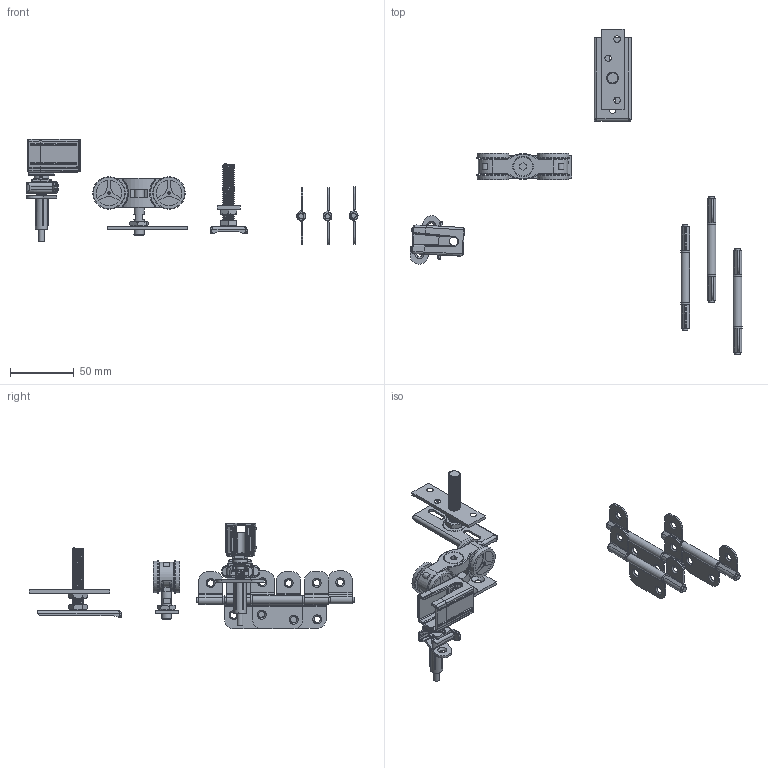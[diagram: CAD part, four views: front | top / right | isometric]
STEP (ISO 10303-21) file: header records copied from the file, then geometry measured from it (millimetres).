
FILE_DESCRIPTION(/* description */ ('GARNITURE PLIANT-2 PORTES 40KG'),/* implementation_level */ '2;1');
FILE_NAME(/* name */ '.stp',/* time_stamp */ '2019-08-20T13:59:01+02:00',/* author */ ('WG'),/* organization */ (''),/* preprocessor_version */ 'ST-DEVELOPER v17.2',/* originating_system */ 'Autodesk Inventor 2019',/* authorisation */ '');
FILE_SCHEMA (('AUTOMOTIVE_DESIGN { 1 0 10303 214 3 1 1 }'));
Products named in the file (29): TANGO42; 11218N; 20820; 20825_A; 20821; 09176; 1504C3; 15173 Charniere 1; 15173 Charniere 2; 15219; Rondelle Nylon Charniere; HERKULES Plus SU51 e5; HERKULES Plus SU51 p6-2; HERKULES Plus SU51 p6-1; SU 51 p6-3; Solide1; Vis 1 18 06 09; 06007; 21703; Solide1_1; SU 51 e12; SU 51 e12_1; HERKULES Plus SU51 e6; HERKULES Plus SU51 p7-1; HERKULES Plus SU51 p7-2; HERKULES Plus SU51 e7; HERKULES Plus SU51 p8-2; HERKULES Plus SU51 p8-1; HERKULES Plus SU51 p5
Assembly tree (38 placements, depth 5):
  TANGO42
    11218N
      20820
      20825_A  x2
      20821  x4
      09176  x2
    1504C3  x3
      15173 Charniere 1
      15173 Charniere 2
      15219
      Rondelle Nylon Charniere
    HERKULES Plus SU51 e5
      HERKULES Plus SU51 p6-2
      HERKULES Plus SU51 p6-1
      SU 51 p6-3
    Solide1
    Vis 1 18 06 09
    06007
    21703
    Solide1_1
    SU 51 e12
      SU 51 e12_1
        HERKULES Plus SU51 e6
          HERKULES Plus SU51 p7-1
          HERKULES Plus SU51 p7-2
        HERKULES Plus SU51 e7
          HERKULES Plus SU51 p8-2  x2
          HERKULES Plus SU51 p8-1
        HERKULES Plus SU51 p5
Bounding box: 259.84 x 254.38 x 82.85 mm (x, y, z)
Volume: 62235.2 mm3; surface area: 67131.6 mm2
Topology: 53 solids, 53 shells, 1671 faces, 4309 edges, 2727 vertices
Faces by surface type: cylinder 581, plane 528, bspline 316, cone 92, torus 79, sphere 75
Full cylindrical faces by diameter (mm): 2 x4, 4 x9, 4.6 x2, 5 x20, 6 x2, 6.24 x1, 6.3 x2, 6.5 x1, 6.647 x2, 6.8 x8, 7 x6, 7.3 x1, 8 x37, 8.5 x1, 8.586 x4, 9.5 x1, 10 x4, 11 x1, 11.5 x1, 12 x4, 12.414 x4, 12.5 x1, 15 x1, 16 x2, 18 x1, 25.3 x4
Entity records: 85061 total; most frequent: CARTESIAN_POINT 51046, ORIENTED_EDGE 6986, DIRECTION 6600, EDGE_CURVE 3493, AXIS2_PLACEMENT_3D 2603, VERTEX_POINT 2214, EDGE_LOOP 1477, LINE 1394
